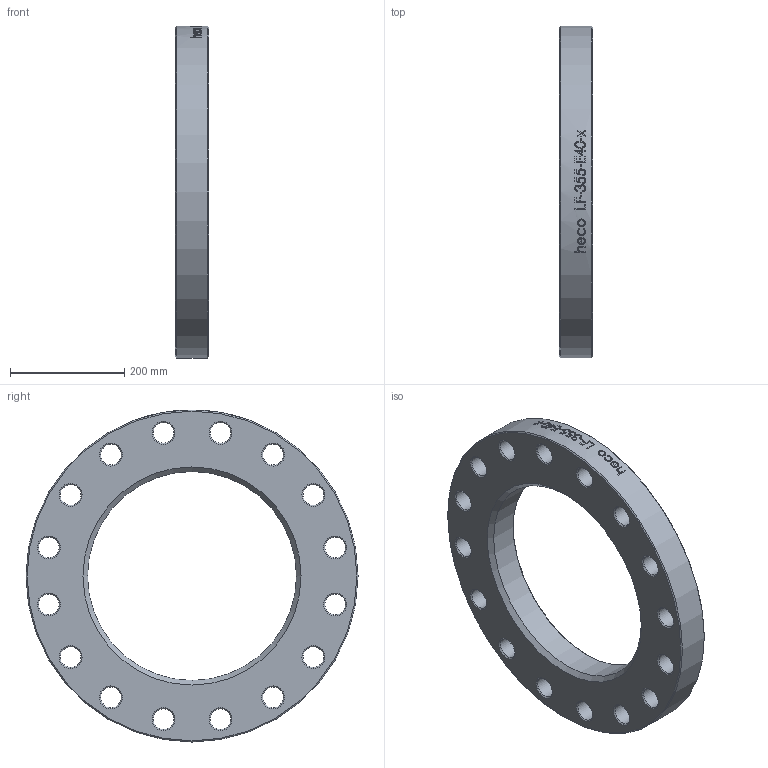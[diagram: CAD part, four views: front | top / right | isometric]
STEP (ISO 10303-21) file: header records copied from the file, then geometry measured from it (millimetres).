
FILE_DESCRIPTION (( 'STEP AP214' ), '1' );
FILE_NAME ('LF-355-E40-x Loser Flansch PN40 2101.STEP', '2021-01-28T14:10:42', ( '' ), ( '' ), 'SwSTEP 2.0', 'SolidWorks 2019', '' );
FILE_SCHEMA (( 'AUTOMOTIVE_DESIGN' ));
Length unit declared in the file: millimetre
Products named in the file (1): LF-355-E40-x Loser Flansch PN40 2101
Bounding box: 58 x 580 x 580 mm (x, y, z)
Volume: 8249885.2 mm3; surface area: 548673.2 mm2
Topology: 1 solids, 1 shells, 76 faces, 314 edges, 259 vertices
Faces by surface type: cylinder 38, cone 36, plane 2
Full cylindrical faces by diameter (mm): 36 x16, 365 x1, 580 x1
Entity records: 7284 total; most frequent: CARTESIAN_POINT 4713, ORIENTED_EDGE 478, DIRECTION 417, VERTEX_POINT 239, EDGE_CURVE 239, AXIS2_PLACEMENT_3D 192, EDGE_LOOP 184, CIRCLE 115
